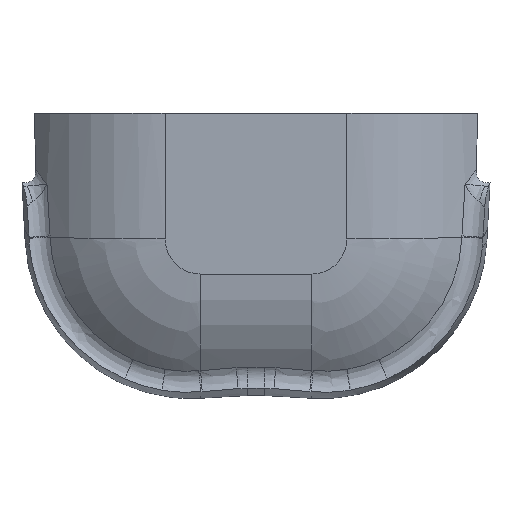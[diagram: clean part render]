
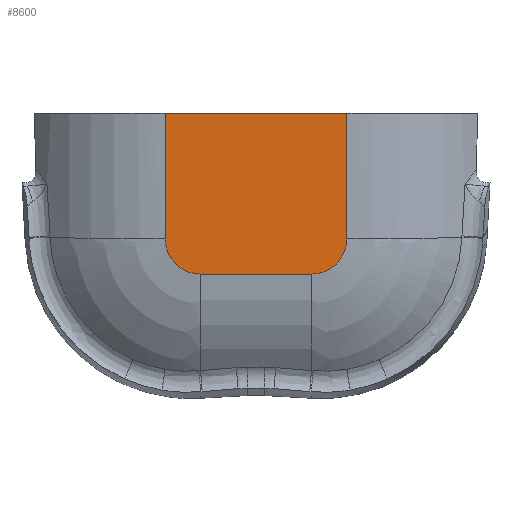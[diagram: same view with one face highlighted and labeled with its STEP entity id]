
A CAD part, top view. The second image highlights one B-rep face of the part: STEP entity #8600.
In plain terms, the highlighted planar face has unit normal (0, -0.035, 0.999).
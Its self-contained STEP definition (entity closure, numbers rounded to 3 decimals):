
#1964=DIRECTION('',(0.,-0.999,-0.035));
#1965=VECTOR('',#1964,32.19);
#1966=CARTESIAN_POINT('',(-23.285,28.2,42.443));
#1967=LINE('',#1966,#1965);
#2027=CARTESIAN_POINT('',(23.285,-3.97,41.32));
#2028=CARTESIAN_POINT('',(23.285,-4.117,41.315));
#2029=CARTESIAN_POINT('',(23.278,-4.414,41.304));
#2030=CARTESIAN_POINT('',(23.245,-4.854,41.289));
#2031=CARTESIAN_POINT('',(23.191,-5.292,41.273));
#2032=CARTESIAN_POINT('',(23.116,-5.728,41.258));
#2033=CARTESIAN_POINT('',(23.019,-6.159,41.243));
#2034=CARTESIAN_POINT('',(22.901,-6.585,41.228));
#2035=CARTESIAN_POINT('',(22.762,-7.005,41.214));
#2036=CARTESIAN_POINT('',(22.603,-7.417,41.199));
#2037=CARTESIAN_POINT('',(22.424,-7.821,41.185));
#2038=CARTESIAN_POINT('',(22.226,-8.216,41.171));
#2039=CARTESIAN_POINT('',(22.008,-8.6,41.158));
#2040=CARTESIAN_POINT('',(21.771,-8.973,41.145));
#2041=CARTESIAN_POINT('',(21.517,-9.335,41.132));
#2042=CARTESIAN_POINT('',(21.245,-9.683,41.12));
#2043=CARTESIAN_POINT('',(20.956,-10.018,41.108));
#2044=CARTESIAN_POINT('',(20.652,-10.338,41.097));
#2045=CARTESIAN_POINT('',(20.332,-10.643,41.087));
#2046=CARTESIAN_POINT('',(19.997,-10.931,41.077));
#2047=CARTESIAN_POINT('',(19.649,-11.203,41.067));
#2048=CARTESIAN_POINT('',(19.287,-11.458,41.058));
#2049=CARTESIAN_POINT('',(18.914,-11.694,41.05));
#2050=CARTESIAN_POINT('',(18.529,-11.912,41.042));
#2051=CARTESIAN_POINT('',(18.135,-12.111,41.035));
#2052=CARTESIAN_POINT('',(17.731,-12.29,41.029));
#2053=CARTESIAN_POINT('',(17.318,-12.449,41.024));
#2054=CARTESIAN_POINT('',(16.899,-12.587,41.019));
#2055=CARTESIAN_POINT('',(16.473,-12.705,41.015));
#2056=CARTESIAN_POINT('',(16.042,-12.802,41.011));
#2057=CARTESIAN_POINT('',(15.606,-12.877,41.009));
#2058=CARTESIAN_POINT('',(15.168,-12.932,41.007));
#2059=CARTESIAN_POINT('',(14.726,-12.964,41.006));
#2060=CARTESIAN_POINT('',(14.434,-12.971,41.005));
#2061=CARTESIAN_POINT('',(14.287,-12.971,41.005));
#2066=CARTESIAN_POINT('',(-14.287,-12.971,
41.005));
#2067=CARTESIAN_POINT('',(-14.434,-12.971,
41.005));
#2068=CARTESIAN_POINT('',(-14.726,-12.964,
41.006));
#2069=CARTESIAN_POINT('',(-15.168,-12.932,
41.007));
#2070=CARTESIAN_POINT('',(-15.606,-12.877,
41.009));
#2071=CARTESIAN_POINT('',(-16.042,-12.802,
41.011));
#2072=CARTESIAN_POINT('',(-16.473,-12.705,
41.015));
#2073=CARTESIAN_POINT('',(-16.899,-12.587,
41.019));
#2074=CARTESIAN_POINT('',(-17.318,-12.449,
41.024));
#2075=CARTESIAN_POINT('',(-17.731,-12.29,
41.029));
#2076=CARTESIAN_POINT('',(-18.135,-12.111,
41.035));
#2077=CARTESIAN_POINT('',(-18.529,-11.912,
41.042));
#2078=CARTESIAN_POINT('',(-18.914,-11.694,
41.05));
#2079=CARTESIAN_POINT('',(-19.287,-11.458,
41.058));
#2080=CARTESIAN_POINT('',(-19.649,-11.203,
41.067));
#2081=CARTESIAN_POINT('',(-19.997,-10.931,
41.077));
#2082=CARTESIAN_POINT('',(-20.332,-10.643,
41.087));
#2083=CARTESIAN_POINT('',(-20.652,-10.338,
41.097));
#2084=CARTESIAN_POINT('',(-20.956,-10.018,
41.108));
#2085=CARTESIAN_POINT('',(-21.245,-9.683,
41.12));
#2086=CARTESIAN_POINT('',(-21.517,-9.335,
41.132));
#2087=CARTESIAN_POINT('',(-21.771,-8.973,
41.145));
#2088=CARTESIAN_POINT('',(-22.008,-8.6,
41.158));
#2089=CARTESIAN_POINT('',(-22.226,-8.216,
41.171));
#2090=CARTESIAN_POINT('',(-22.424,-7.821,
41.185));
#2091=CARTESIAN_POINT('',(-22.603,-7.417,
41.199));
#2092=CARTESIAN_POINT('',(-22.762,-7.005,
41.214));
#2093=CARTESIAN_POINT('',(-22.901,-6.585,
41.228));
#2094=CARTESIAN_POINT('',(-23.019,-6.159,
41.243));
#2095=CARTESIAN_POINT('',(-23.116,-5.728,
41.258));
#2096=CARTESIAN_POINT('',(-23.191,-5.292,
41.273));
#2097=CARTESIAN_POINT('',(-23.245,-4.854,
41.289));
#2098=CARTESIAN_POINT('',(-23.278,-4.414,
41.304));
#2099=CARTESIAN_POINT('',(-23.285,-4.117,
41.315));
#2100=CARTESIAN_POINT('',(-23.285,-3.97,
41.32));
#2137=DIRECTION('',(0.,0.999,0.035));
#2138=VECTOR('',#2137,32.19);
#2139=CARTESIAN_POINT('',(23.285,-3.97,41.32));
#2140=LINE('',#2139,#2138);
#2743=DIRECTION('',(1.,0.,0.));
#2744=VECTOR('',#2743,28.573);
#2745=CARTESIAN_POINT('',(-14.287,-12.971,
41.005));
#2746=LINE('',#2745,#2744);
#2971=DIRECTION('',(-1.,0.,0.));
#2972=VECTOR('',#2971,46.57);
#2973=CARTESIAN_POINT('',(23.285,28.2,42.443));
#2974=LINE('',#2973,#2972);
#5333=CARTESIAN_POINT('',(-23.285,28.2,42.443));
#5334=CARTESIAN_POINT('',(-23.285,-3.97,
41.32));
#5335=VERTEX_POINT('',#5333);
#5336=VERTEX_POINT('',#5334);
#5337=CARTESIAN_POINT('',(23.285,-3.97,41.32));
#5338=CARTESIAN_POINT('',(23.285,28.2,42.443));
#5339=VERTEX_POINT('',#5337);
#5340=VERTEX_POINT('',#5338);
#5341=VERTEX_POINT('',#2061);
#5342=CARTESIAN_POINT('',(-14.287,-12.971,
41.005));
#5343=VERTEX_POINT('',#5342);
#8582=CARTESIAN_POINT('',(79.806,16.76,42.044));
#8583=DIRECTION('',(0.,-0.035,0.999));
#8584=DIRECTION('',(1.,0.,0.));
#8585=AXIS2_PLACEMENT_3D('',#8582,#8583,#8584);
#8586=PLANE('',#8585);
#8588=ORIENTED_EDGE('',*,*,#8587,.F.);
#8590=ORIENTED_EDGE('',*,*,#8589,.T.);
#8592=ORIENTED_EDGE('',*,*,#8591,.F.);
#8594=ORIENTED_EDGE('',*,*,#8593,.T.);
#8595=ORIENTED_EDGE('',*,*,#8569,.F.);
#8597=ORIENTED_EDGE('',*,*,#8596,.F.);
#8598=EDGE_LOOP('',(#8588,#8590,#8592,#8594,#8595,#8597));
#8599=FACE_OUTER_BOUND('',#8598,.F.);
#8600=ADVANCED_FACE('',(#8599),#8586,.T.);
#2062=B_SPLINE_CURVE_WITH_KNOTS('',3,(#2027,#2028,#2029,#2030,#2031,#2032,#2033,
#2034,#2035,#2036,#2037,#2038,#2039,#2040,#2041,#2042,#2043,#2044,#2045,#2046,
#2047,#2048,#2049,#2050,#2051,#2052,#2053,#2054,#2055,#2056,#2057,#2058,#2059,
#2060,#2061),.UNSPECIFIED.,.F.,.F.,(4,1,1,1,1,1,1,1,1,1,1,1,1,1,1,1,1,1,1,1,1,1,
1,1,1,1,1,1,1,1,1,1,4),(0.,0.031,0.062,
0.094,0.125,0.156,0.188,
0.219,0.25,0.281,0.312,
0.344,0.375,0.406,0.437,
0.469,0.5,0.531,0.562,
0.594,0.625,0.656,0.687,
0.719,0.75,0.781,0.813,
0.844,0.875,0.906,0.937,
0.969,1.),.UNSPECIFIED.);
#2101=B_SPLINE_CURVE_WITH_KNOTS('',3,(#2066,#2067,#2068,#2069,#2070,#2071,#2072,
#2073,#2074,#2075,#2076,#2077,#2078,#2079,#2080,#2081,#2082,#2083,#2084,#2085,
#2086,#2087,#2088,#2089,#2090,#2091,#2092,#2093,#2094,#2095,#2096,#2097,#2098,
#2099,#2100),.UNSPECIFIED.,.F.,.F.,(4,1,1,1,1,1,1,1,1,1,1,1,1,1,1,1,1,1,1,1,1,1,
1,1,1,1,1,1,1,1,1,1,4),(0.,0.031,0.063,
0.094,0.125,0.156,0.188,
0.219,0.25,0.281,0.313,
0.344,0.375,0.406,0.438,
0.469,0.5,0.531,0.563,
0.594,0.625,0.656,0.688,
0.719,0.75,0.781,0.813,
0.844,0.875,0.906,0.938,
0.969,1.),.UNSPECIFIED.);
#8569=EDGE_CURVE('',#5335,#5336,#1967,.T.);
#8587=EDGE_CURVE('',#5339,#5340,#2140,.T.);
#8589=EDGE_CURVE('',#5339,#5341,#2062,.T.);
#8591=EDGE_CURVE('',#5343,#5341,#2746,.T.);
#8593=EDGE_CURVE('',#5343,#5336,#2101,.T.);
#8596=EDGE_CURVE('',#5340,#5335,#2974,.T.);
